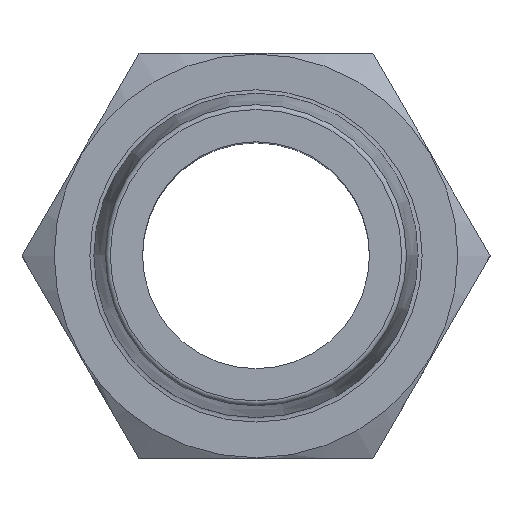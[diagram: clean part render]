
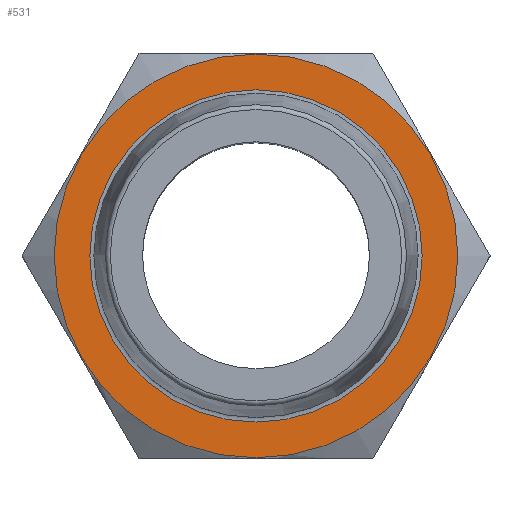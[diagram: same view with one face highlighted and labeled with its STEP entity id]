
A CAD part, top view. The second image highlights one B-rep face of the part: STEP entity #531.
In plain terms, the highlighted planar face has unit normal (0, 0, 1).
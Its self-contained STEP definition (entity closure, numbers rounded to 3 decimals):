
#72=ORIENTED_EDGE('',*,*,#142,.T.);
#73=ORIENTED_EDGE('',*,*,#143,.T.);
#142=EDGE_CURVE('',#180,#180,#212,.T.);
#143=EDGE_CURVE('',#181,#181,#213,.T.);
#180=VERTEX_POINT('',#731);
#181=VERTEX_POINT('',#733);
#212=CIRCLE('',#572,10.25);
#213=CIRCLE('',#573,12.45);
#238=EDGE_LOOP('',(#72));
#239=EDGE_LOOP('',(#73));
#286=FACE_BOUND('',#238,.T.);
#287=FACE_BOUND('',#239,.T.);
#323=PLANE('',#571);
#531=ADVANCED_FACE('',(#286,#287),#323,.F.);
#571=AXIS2_PLACEMENT_3D('',#729,#635,#636);
#572=AXIS2_PLACEMENT_3D('',#730,#637,#638);
#573=AXIS2_PLACEMENT_3D('',#732,#639,#640);
#635=DIRECTION('',(0.,0.,-1.));
#636=DIRECTION('',(-1.,0.,0.));
#637=DIRECTION('',(0.,0.,-1.));
#638=DIRECTION('',(-1.,0.,0.));
#639=DIRECTION('',(0.,0.,1.));
#640=DIRECTION('',(1.,0.,0.));
#729=CARTESIAN_POINT('',(0.,0.,-24.));
#730=CARTESIAN_POINT('',(0.,0.,-24.));
#731=CARTESIAN_POINT('',(-10.25,0.,-24.));
#732=CARTESIAN_POINT('',(0.,0.,-24.));
#733=CARTESIAN_POINT('',(12.45,0.,-24.));
